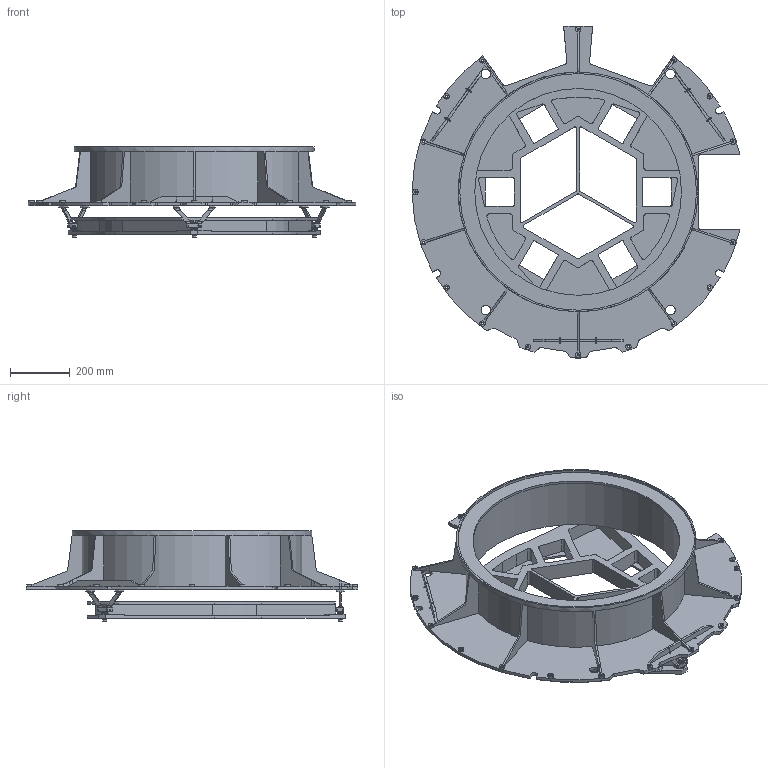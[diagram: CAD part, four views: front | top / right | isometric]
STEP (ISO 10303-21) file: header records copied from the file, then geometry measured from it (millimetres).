
FILE_DESCRIPTION(/* description */ (''),/* implementation_level */ '2;1');
FILE_NAME(/* name */ 'NEW_BENCH_DESIGN_20141104.stp',/* time_stamp */ '2014-11-04T11:31:16-08:00',/* author */ (''),/* organization */ (''),/* preprocessor_version */ 'ST-DEVELOPER v15',/* originating_system */ 'SIEMENS PLM Software NX 9.0',/* authorisation */ '');
FILE_SCHEMA (('AUTOMOTIVE_DESIGN { 1 0 10303 214 3 1 1 1 }'));
Length unit declared in the file: millimetre
Products named in the file (1): cdfi17685704j17u
Bounding box: 1093.71 x 1107.7 x 301.5 mm (x, y, z)
Volume: 16443569.6 mm3; surface area: 3687781.7 mm2
Topology: 20 solids, 20 shells, 1026 faces, 2948 edges, 1998 vertices
Faces by surface type: plane 487, cylinder 447, cone 89, torus 3
Full cylindrical faces by diameter (mm): 3 x12, 3.3 x3, 4.2 x36, 4.6 x3, 5 x12, 5.012 x6, 5.5 x12, 6.095 x3, 6.8 x3, 7 x17, 7.794 x3, 8.1 x3, 9 x17, 12.8 x3, 13 x3, 14 x3, 14.8 x3, 15.6 x3, 18 x7, 32 x4, 690 x1, 720 x1, 790 x1, 800 x1
Entity records: 32235 total; most frequent: CARTESIAN_POINT 5897, DIRECTION 5571, ORIENTED_EDGE 4834, EDGE_CURVE 2417, AXIS2_PLACEMENT_3D 2113, VERTEX_POINT 1753, EDGE_LOOP 1455, LINE 1345
